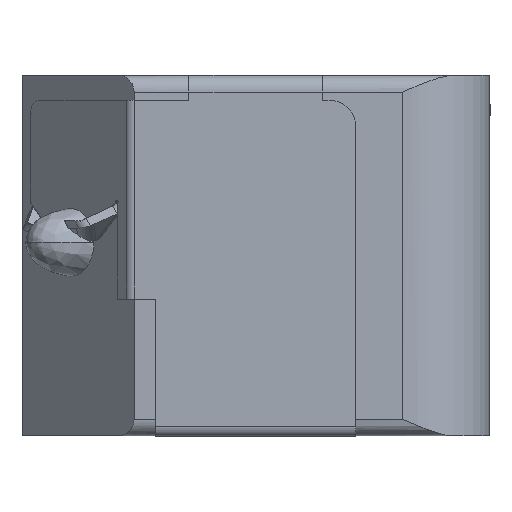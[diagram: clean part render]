
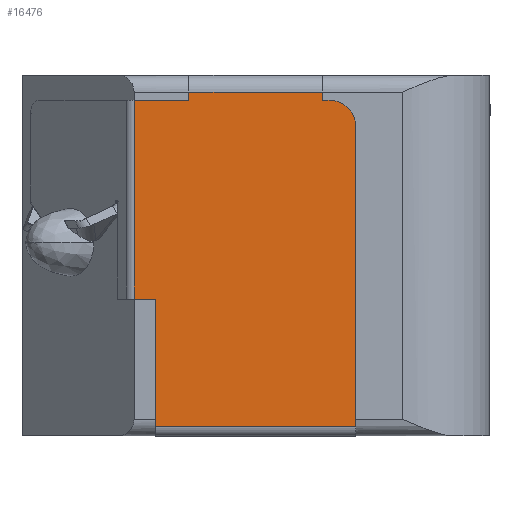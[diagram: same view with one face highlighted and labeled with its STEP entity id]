
A CAD part, left-side view. The second image highlights one B-rep face of the part: STEP entity #16476.
In plain terms, the highlighted planar face has unit normal (-1, 0, 0).
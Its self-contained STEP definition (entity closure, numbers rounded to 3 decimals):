
#9 = LINE ( 'NONE', #15125, #14384 ) ;
#95 = VERTEX_POINT ( 'NONE', #6442 ) ;
#276 = EDGE_CURVE ( 'NONE', #11719, #10222, #5220, .T. ) ;
#307 = DIRECTION ( 'NONE',  ( 0., 0., 1. ) ) ;
#368 = VERTEX_POINT ( 'NONE', #18897 ) ;
#412 = AXIS2_PLACEMENT_3D ( 'NONE', #17623, #7818, #14289 ) ;
#540 = ORIENTED_EDGE ( 'NONE', *, *, #929, .T. ) ;
#582 = CARTESIAN_POINT ( 'NONE',  ( -3.75, -1., 5.15 ) ) ;
#617 = VERTEX_POINT ( 'NONE', #15752 ) ;
#696 = VECTOR ( 'NONE', #19660, 1000. ) ;
#723 = ORIENTED_EDGE ( 'NONE', *, *, #18140, .T. ) ;
#929 = EDGE_CURVE ( 'NONE', #14998, #8778, #19477, .T. ) ;
#1079 = LINE ( 'NONE', #7743, #3626 ) ;
#1151 = CARTESIAN_POINT ( 'NONE',  ( -3.75, 1.5, 0.14 ) ) ;
#1164 = DIRECTION ( 'NONE',  ( 0., 0., 1. ) ) ;
#1279 = VECTOR ( 'NONE', #21238, 1000. ) ;
#1282 = CARTESIAN_POINT ( 'NONE',  ( -3.75, -1., 5.03 ) ) ;
#1757 = ORIENTED_EDGE ( 'NONE', *, *, #3288, .T. ) ;
#1925 = CARTESIAN_POINT ( 'NONE',  ( -3.75, -3.534, 5.15 ) ) ;
#2185 = EDGE_CURVE ( 'NONE', #11719, #6772, #1079, .T. ) ;
#2365 = VERTEX_POINT ( 'NONE', #6999 ) ;
#2546 = ORIENTED_EDGE ( 'NONE', *, *, #18494, .T. ) ;
#2554 = AXIS2_PLACEMENT_3D ( 'NONE', #8370, #18476, #16482 ) ;
#2666 = VERTEX_POINT ( 'NONE', #16485 ) ;
#3001 = VECTOR ( 'NONE', #5450, 1000. ) ;
#3173 = ORIENTED_EDGE ( 'NONE', *, *, #5224, .T. ) ;
#3233 = CARTESIAN_POINT ( 'NONE',  ( -3.75, 1.821, 2.05 ) ) ;
#3288 = EDGE_CURVE ( 'NONE', #2666, #95, #9, .T. ) ;
#3626 = VECTOR ( 'NONE', #10884, 1000. ) ;
#4373 = VECTOR ( 'NONE', #11259, 1000. ) ;
#4443 = LINE ( 'NONE', #1282, #8712 ) ;
#4986 = VERTEX_POINT ( 'NONE', #5046 ) ;
#5046 = CARTESIAN_POINT ( 'NONE',  ( -3.75, -1.5, 0.15 ) ) ;
#5220 = LINE ( 'NONE', #19801, #3001 ) ;
#5224 = EDGE_CURVE ( 'NONE', #6772, #4986, #16064, .T. ) ;
#5450 = DIRECTION ( 'NONE',  ( 0., 0., 1. ) ) ;
#5960 = ORIENTED_EDGE ( 'NONE', *, *, #15599, .F. ) ;
#6442 = CARTESIAN_POINT ( 'NONE',  ( -3.75, 1.821, 5.03 ) ) ;
#6696 = DIRECTION ( 'NONE',  ( 0., 1., 0. ) ) ;
#6772 = VERTEX_POINT ( 'NONE', #8350 ) ;
#6919 = ORIENTED_EDGE ( 'NONE', *, *, #12835, .T. ) ;
#6925 = VERTEX_POINT ( 'NONE', #582 ) ;
#6999 = CARTESIAN_POINT ( 'NONE',  ( -3.75, -1.1, 5.03 ) ) ;
#7684 = LINE ( 'NONE', #9421, #4373 ) ;
#7743 = CARTESIAN_POINT ( 'NONE',  ( -3.75, -1.5, 0.14 ) ) ;
#7811 = ORIENTED_EDGE ( 'NONE', *, *, #2185, .T. ) ;
#7818 = DIRECTION ( 'NONE',  ( -1., 0., 0. ) ) ;
#8233 = DIRECTION ( 'NONE',  ( 0., 0., -1. ) ) ;
#8350 = CARTESIAN_POINT ( 'NONE',  ( -3.75, -1.5, 0.14 ) ) ;
#8370 = CARTESIAN_POINT ( 'NONE',  ( -3.75, 1.5, -2.524 ) ) ;
#8475 = VECTOR ( 'NONE', #307, 1000. ) ;
#8620 = CARTESIAN_POINT ( 'NONE',  ( -3.75, 1.821, -2.524 ) ) ;
#8696 = EDGE_CURVE ( 'NONE', #2666, #368, #7684, .T. ) ;
#8712 = VECTOR ( 'NONE', #1164, 1000. ) ;
#8778 = VERTEX_POINT ( 'NONE', #15895 ) ;
#8955 = LINE ( 'NONE', #11987, #16605 ) ;
#9250 = VECTOR ( 'NONE', #21051, 1000. ) ;
#9421 = CARTESIAN_POINT ( 'NONE',  ( -3.75, 1., 5.03 ) ) ;
#9695 = ORIENTED_EDGE ( 'NONE', *, *, #276, .F. ) ;
#10222 = VERTEX_POINT ( 'NONE', #10480 ) ;
#10480 = CARTESIAN_POINT ( 'NONE',  ( -3.75, 1.5, 0.15 ) ) ;
#10884 = DIRECTION ( 'NONE',  ( 0., -1., 0. ) ) ;
#11259 = DIRECTION ( 'NONE',  ( 0., 0., 1. ) ) ;
#11500 = PLANE ( 'NONE',  #2554 ) ;
#11523 = LINE ( 'NONE', #8620, #8475 ) ;
#11620 = CARTESIAN_POINT ( 'NONE',  ( -3.75, 1.5, 2.05 ) ) ;
#11719 = VERTEX_POINT ( 'NONE', #1151 ) ;
#11987 = CARTESIAN_POINT ( 'NONE',  ( -3.75, 1.5, 5.03 ) ) ;
#12066 = EDGE_CURVE ( 'NONE', #2365, #12867, #8955, .T. ) ;
#12508 = ORIENTED_EDGE ( 'NONE', *, *, #19132, .T. ) ;
#12835 = EDGE_CURVE ( 'NONE', #8778, #10222, #19984, .T. ) ;
#12867 = VERTEX_POINT ( 'NONE', #16741 ) ;
#13200 = CARTESIAN_POINT ( 'NONE',  ( -3.75, 1.5, 5.03 ) ) ;
#14110 = ORIENTED_EDGE ( 'NONE', *, *, #20102, .T. ) ;
#14289 = DIRECTION ( 'NONE',  ( 0., -1., 0. ) ) ;
#14384 = VECTOR ( 'NONE', #6696, 1000. ) ;
#14927 = CARTESIAN_POINT ( 'NONE',  ( -3.75, -1.5, 5.03 ) ) ;
#14998 = VERTEX_POINT ( 'NONE', #3233 ) ;
#15125 = CARTESIAN_POINT ( 'NONE',  ( -3.75, 1.5, 5.03 ) ) ;
#15270 = DIRECTION ( 'NONE',  ( 0., 1., 0. ) ) ;
#15534 = DIRECTION ( 'NONE',  ( 0., 1., 0. ) ) ;
#15599 = EDGE_CURVE ( 'NONE', #14998, #95, #11523, .T. ) ;
#15752 = CARTESIAN_POINT ( 'NONE',  ( -3.75, -1.5, 4.63 ) ) ;
#15895 = CARTESIAN_POINT ( 'NONE',  ( -3.75, 1.5, 2.05 ) ) ;
#16064 = LINE ( 'NONE', #21362, #9250 ) ;
#16476 = ADVANCED_FACE ( 'NONE', ( #20125 ), #11500, .F. ) ;
#16482 = DIRECTION ( 'NONE',  ( 0., 0., 1. ) ) ;
#16485 = CARTESIAN_POINT ( 'NONE',  ( -3.75, 1., 5.03 ) ) ;
#16605 = VECTOR ( 'NONE', #15534, 1000. ) ;
#16741 = CARTESIAN_POINT ( 'NONE',  ( -3.75, -1., 5.03 ) ) ;
#16891 = LINE ( 'NONE', #1925, #19836 ) ;
#16973 = ORIENTED_EDGE ( 'NONE', *, *, #8696, .F. ) ;
#17038 = ORIENTED_EDGE ( 'NONE', *, *, #12066, .T. ) ;
#17623 = CARTESIAN_POINT ( 'NONE',  ( -3.75, -1.1, 4.63 ) ) ;
#18140 = EDGE_CURVE ( 'NONE', #12867, #6925, #4443, .T. ) ;
#18476 = DIRECTION ( 'NONE',  ( 1., 0., 0. ) ) ;
#18494 = EDGE_CURVE ( 'NONE', #4986, #617, #21405, .T. ) ;
#18715 = CIRCLE ( 'NONE', #412, 0.4 ) ;
#18897 = CARTESIAN_POINT ( 'NONE',  ( -3.75, 1., 5.15 ) ) ;
#19132 = EDGE_CURVE ( 'NONE', #617, #2365, #18715, .T. ) ;
#19477 = LINE ( 'NONE', #11620, #1279 ) ;
#19660 = DIRECTION ( 'NONE',  ( 0., 0., 1. ) ) ;
#19801 = CARTESIAN_POINT ( 'NONE',  ( -3.75, 1.5, -2.524 ) ) ;
#19836 = VECTOR ( 'NONE', #15270, 1000. ) ;
#19984 = LINE ( 'NONE', #13200, #21112 ) ;
#20102 = EDGE_CURVE ( 'NONE', #6925, #368, #16891, .T. ) ;
#20125 = FACE_OUTER_BOUND ( 'NONE', #21253, .T. ) ;
#21051 = DIRECTION ( 'NONE',  ( 0., 0., 1. ) ) ;
#21112 = VECTOR ( 'NONE', #8233, 1000. ) ;
#21238 = DIRECTION ( 'NONE',  ( 0., -1., 0. ) ) ;
#21253 = EDGE_LOOP ( 'NONE', ( #540, #6919, #9695, #7811, #3173, #2546, #12508, #17038, #723, #14110, #16973, #1757, #5960 ) ) ;
#21362 = CARTESIAN_POINT ( 'NONE',  ( -3.75, -1.5, -2.524 ) ) ;
#21405 = LINE ( 'NONE', #14927, #696 ) ;
